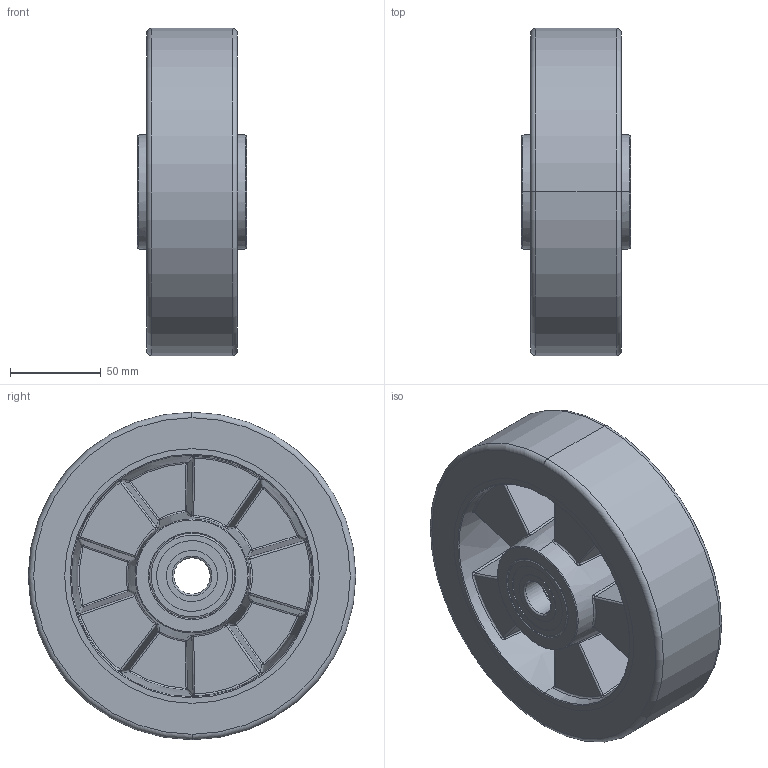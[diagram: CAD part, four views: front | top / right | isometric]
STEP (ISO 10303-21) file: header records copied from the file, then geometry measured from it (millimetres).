
FILE_DESCRIPTION (( 'STEP AP214' ), '1' );
FILE_NAME ('0016064.step', '2023-06-02T12:06:34', ( '' ), ( '' ), 'SwSTEP 2.0', 'SolidWorks 2020', '' );
FILE_SCHEMA (( 'AUTOMOTIVE_DESIGN' ));
Length unit declared in the file: millimetre
Products named in the file (1): 0016064
Bounding box: 60.1 x 180 x 180 mm (x, y, z)
Volume: 795259.6 mm3; surface area: 201390.5 mm2
Topology: 11 solids, 11 shells, 394 faces, 832 edges, 460 vertices
Faces by surface type: torus 96, cylinder 88, bspline 80, plane 62, sphere 60, cone 8
Entity records: 17470 total; most frequent: CARTESIAN_POINT 4839, DIRECTION 1822, ORIENTED_EDGE 1664, AXIS2_PLACEMENT_3D 843, EDGE_CURVE 832, CIRCLE 528, VERTEX_POINT 460, EDGE_LOOP 416
